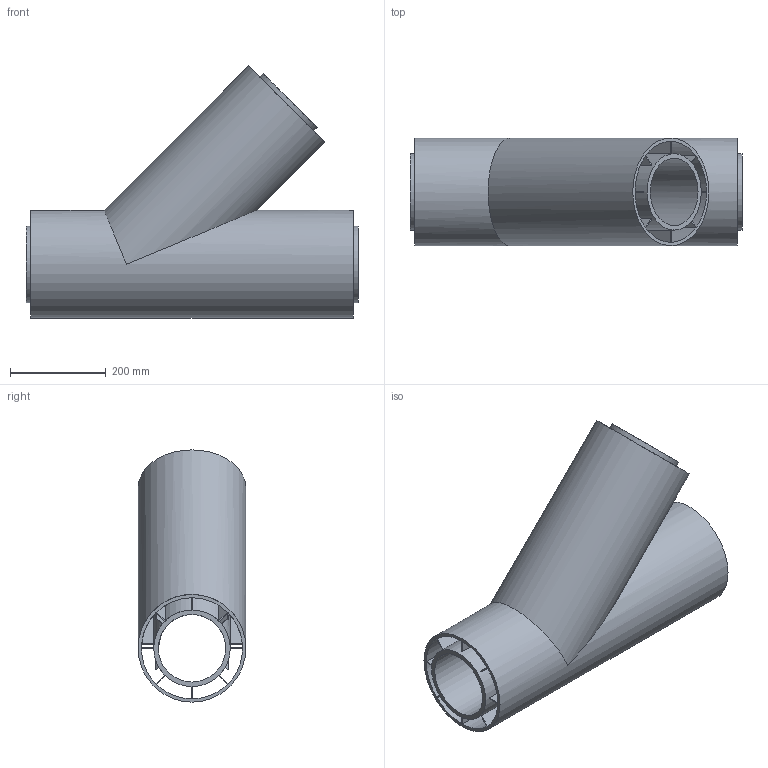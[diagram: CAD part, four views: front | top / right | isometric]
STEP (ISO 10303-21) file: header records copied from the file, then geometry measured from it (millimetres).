
FILE_DESCRIPTION(/* description */ ('STEP AP203'),/* implementation_level */ '2;1');
FILE_NAME(/* name */ 'AGRU_70192221737_Poly-Flo Lateral_PE 100-RC black_225_160 SDR33_17 (architecture400)',/* time_stamp */ '2022-10-27T14:45:51+02:00',/* author */ ('License CC BY-ND 4.0'),/* organization */ ('CADENAS'),/* preprocessor_version */ 'ST-DEVELOPER v18.102',/* originating_system */ 'PARTsolutions',/* authorisation */ ' ');
FILE_SCHEMA (('CONFIG_CONTROL_DESIGN'));
Length unit declared in the file: millimetre
Products named in the file (1): AGRU_70192221737_Poly-Flo Lateral_PE 100-RC black_225/160  SDR33/17 (
architecture400)
Bounding box: 694 x 225 x 527.22 mm (x, y, z)
Volume: 9594807.4 mm3; surface area: 2700084.3 mm2
Topology: 1 solids, 1 shells, 100 faces, 333 edges, 218 vertices
Faces by surface type: plane 76, cylinder 24
Full cylindrical faces by diameter (mm): 141 x2, 160 x2, 225 x2
Entity records: 3688 total; most frequent: DIRECTION 652, ORIENTED_EDGE 642, CARTESIAN_POINT 641, EDGE_CURVE 321, AXIS2_PLACEMENT_3D 232, VERTEX_POINT 213, LINE 188, VECTOR 188
